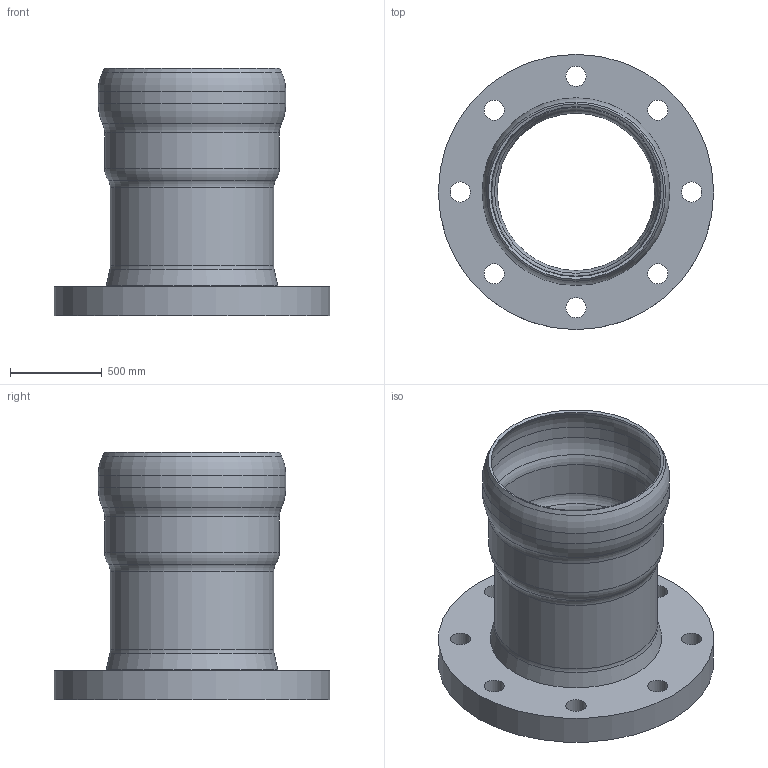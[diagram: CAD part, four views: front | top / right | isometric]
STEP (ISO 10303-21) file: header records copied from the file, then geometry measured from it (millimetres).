
FILE_DESCRIPTION(/* description */ (''),/* implementation_level */ '2;1');
FILE_NAME(/* name */ '86082.080X_3D.stp',/* time_stamp */ '2024-12-12T09:51:36+01:00',/* author */ ('CAD'),/* organization */ (''),/* preprocessor_version */ 'ST-DEVELOPER v20',/* originating_system */ 'AutoCAD Mechanical',/* authorisation */ '');
FILE_SCHEMA (('AUTOMOTIVE_DESIGN { 1 0 10303 214 3 1 1 }'));
Length unit declared in the file: centimetre
Products named in the file (2): Product; *S0
Assembly tree (1 placements, depth 2):
  Product
    *S0
Bounding box: 1500 x 1500 x 1350 mm (x, y, z)
Volume: 223888301.8 mm3; surface area: 10817252.2 mm2
Topology: 2 solids, 2 shells, 36 faces, 94 edges, 60 vertices
Faces by surface type: cylinder 16, torus 12, cone 6, plane 2
Full cylindrical faces by diameter (mm): 110 x8, 858 x1, 890 x1, 903 x1, 920 x1, 952 x1, 990 x1, 1022 x1, 1500 x1
Entity records: 1228 total; most frequent: DIRECTION 244, CARTESIAN_POINT 193, ORIENTED_EDGE 188, AXIS2_PLACEMENT_3D 111, EDGE_CURVE 94, CIRCLE 72, VERTEX_POINT 60, EDGE_LOOP 54
